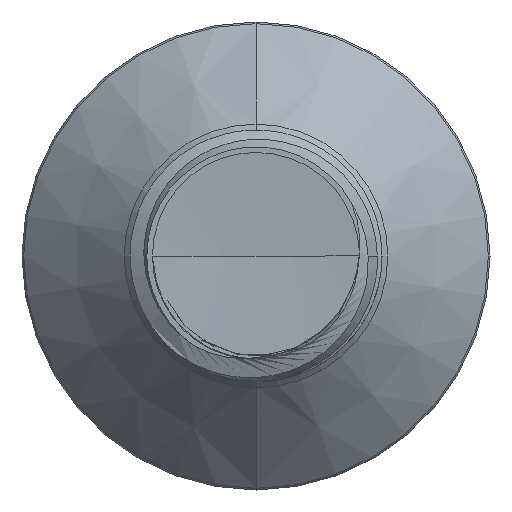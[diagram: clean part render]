
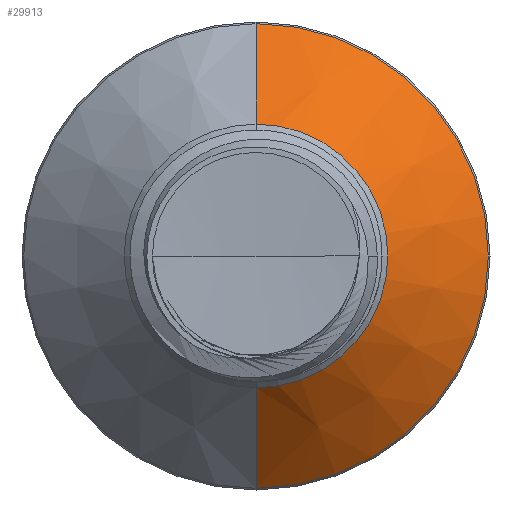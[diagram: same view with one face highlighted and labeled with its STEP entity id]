
A CAD part, front view. The second image highlights one B-rep face of the part: STEP entity #29913.
In plain terms, the highlighted conical face has half-angle 45 degrees and reference radius 1.832 mm.
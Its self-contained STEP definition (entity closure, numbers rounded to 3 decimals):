
#1650 = VERTEX_POINT ( 'NONE', #21102 ) ;
#2286 = ORIENTED_EDGE ( 'NONE', *, *, #22358, .F. ) ;
#2726 = CIRCLE ( 'NONE', #24135, 1.832 ) ;
#3108 = FACE_OUTER_BOUND ( 'NONE', #20237, .T. ) ;
#4016 = AXIS2_PLACEMENT_3D ( 'NONE', #20830, #6086, #23195 ) ;
#4890 = VERTEX_POINT ( 'NONE', #19273 ) ;
#5294 = CARTESIAN_POINT ( 'NONE',  ( 0., 16.813, 1.832 ) ) ;
#6086 = DIRECTION ( 'NONE',  ( 0., 1., 0. ) ) ;
#7396 = DIRECTION ( 'NONE',  ( 0., 0.707, -0.707 ) ) ;
#7424 = CONICAL_SURFACE ( 'NONE', #30912, 1.832, 0.785 ) ;
#8332 = VERTEX_POINT ( 'NONE', #5294 ) ;
#9392 = LINE ( 'NONE', #24405, #27811 ) ;
#9700 = CARTESIAN_POINT ( 'NONE',  ( 0., 16.813, 0. ) ) ;
#11912 = ORIENTED_EDGE ( 'NONE', *, *, #20774, .F. ) ;
#12208 = DIRECTION ( 'NONE',  ( 0., 0., 1. ) ) ;
#13785 = ORIENTED_EDGE ( 'NONE', *, *, #28640, .T. ) ;
#14553 = CARTESIAN_POINT ( 'NONE',  ( 0., 16.813, 1.832 ) ) ;
#14969 = VERTEX_POINT ( 'NONE', #16107 ) ;
#16107 = CARTESIAN_POINT ( 'NONE',  ( 0., 18.208, -3.227 ) ) ;
#16732 = CARTESIAN_POINT ( 'NONE',  ( 0., 16.813, 0. ) ) ;
#16801 = DIRECTION ( 'NONE',  ( 0., 0.707, 0.707 ) ) ;
#17230 = ORIENTED_EDGE ( 'NONE', *, *, #25480, .T. ) ;
#19164 = DIRECTION ( 'NONE',  ( 0., 1., 0. ) ) ;
#19273 = CARTESIAN_POINT ( 'NONE',  ( 0., 18.208, 3.227 ) ) ;
#20237 = EDGE_LOOP ( 'NONE', ( #13785, #17230, #2286, #11912 ) ) ;
#20774 = EDGE_CURVE ( 'NONE', #8332, #4890, #21337, .T. ) ;
#20830 = CARTESIAN_POINT ( 'NONE',  ( 0., 18.208, 0. ) ) ;
#21102 = CARTESIAN_POINT ( 'NONE',  ( 0., 16.813, -1.832 ) ) ;
#21337 = LINE ( 'NONE', #14553, #27491 ) ;
#22358 = EDGE_CURVE ( 'NONE', #4890, #14969, #24240, .T. ) ;
#23195 = DIRECTION ( 'NONE',  ( 0., 0., 1. ) ) ;
#24135 = AXIS2_PLACEMENT_3D ( 'NONE', #9700, #26538, #12208 ) ;
#24240 = CIRCLE ( 'NONE', #4016, 3.227 ) ;
#24405 = CARTESIAN_POINT ( 'NONE',  ( 0., 16.813, -1.832 ) ) ;
#25480 = EDGE_CURVE ( 'NONE', #1650, #14969, #9392, .T. ) ;
#26538 = DIRECTION ( 'NONE',  ( 0., 1., 0. ) ) ;
#27491 = VECTOR ( 'NONE', #16801, 1000. ) ;
#27811 = VECTOR ( 'NONE', #7396, 1000. ) ;
#28640 = EDGE_CURVE ( 'NONE', #8332, #1650, #2726, .T. ) ;
#29913 = ADVANCED_FACE ( 'NONE', ( #3108 ), #7424, .T. ) ;
#30912 = AXIS2_PLACEMENT_3D ( 'NONE', #16732, #19164, #30976 ) ;
#30976 = DIRECTION ( 'NONE',  ( 0., 0., 1. ) ) ;
